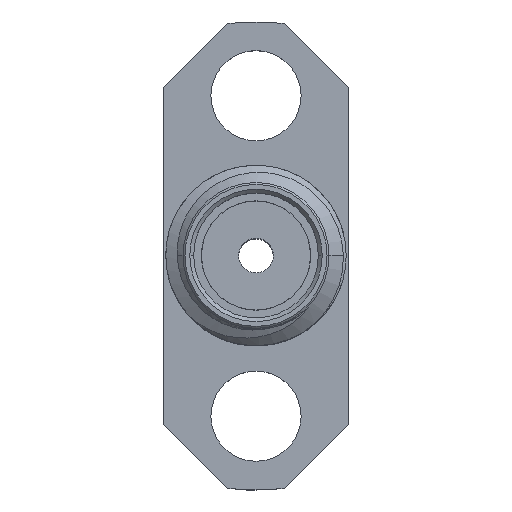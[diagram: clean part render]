
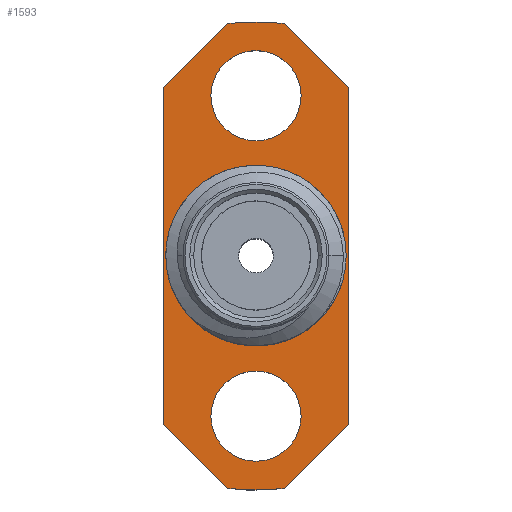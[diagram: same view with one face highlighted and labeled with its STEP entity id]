
A CAD part, top view. The second image highlights one B-rep face of the part: STEP entity #1593.
In plain terms, the highlighted planar face has unit normal (0, 0, 1).
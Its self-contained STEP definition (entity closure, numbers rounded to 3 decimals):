
#30 = EDGE_CURVE ( 'NONE', #1046, #2855, #2681, .T. ) ;
#70 = ORIENTED_EDGE ( 'NONE', *, *, #2284, .T. ) ;
#121 = ORIENTED_EDGE ( 'NONE', *, *, #1075, .F. ) ;
#136 = AXIS2_PLACEMENT_3D ( 'NONE', #2589, #735, #515 ) ;
#304 = CARTESIAN_POINT ( 'NONE',  ( 2.4, -7.416, 1.65 ) ) ;
#389 = CARTESIAN_POINT ( 'NONE',  ( 0., 0., 1.65 ) ) ;
#396 = PLANE ( 'NONE',  #1354 ) ;
#400 = DIRECTION ( 'NONE',  ( -0.707, 0.707, 0. ) ) ;
#402 = DIRECTION ( 'NONE',  ( -1., 0., 0. ) ) ;
#419 = CARTESIAN_POINT ( 'NONE',  ( 0.732, 6.056, 1.65 ) ) ;
#446 = EDGE_CURVE ( 'NONE', #1432, #1179, #1402, .T. ) ;
#476 = EDGE_CURVE ( 'NONE', #1718, #2855, #1167, .T. ) ;
#480 = VERTEX_POINT ( 'NONE', #2944 ) ;
#494 = VERTEX_POINT ( 'NONE', #1353 ) ;
#509 = DIRECTION ( 'NONE',  ( 0., 1., 0. ) ) ;
#515 = DIRECTION ( 'NONE',  ( 1., 0., 0. ) ) ;
#552 = VERTEX_POINT ( 'NONE', #1447 ) ;
#619 = VECTOR ( 'NONE', #509, 1000. ) ;
#629 = CARTESIAN_POINT ( 'NONE',  ( 0., 0., 1.65 ) ) ;
#646 = CARTESIAN_POINT ( 'NONE',  ( 2.444, 4.344, 1.65 ) ) ;
#687 = AXIS2_PLACEMENT_3D ( 'NONE', #2052, #1117, #1583 ) ;
#713 = DIRECTION ( 'NONE',  ( -1., 0., 0. ) ) ;
#732 = AXIS2_PLACEMENT_3D ( 'NONE', #629, #2759, #2510 ) ;
#735 = DIRECTION ( 'NONE',  ( 0., 0., 1. ) ) ;
#755 = DIRECTION ( 'NONE',  ( 0.707, 0.707, 0. ) ) ;
#769 = ORIENTED_EDGE ( 'NONE', *, *, #2923, .T. ) ;
#823 = CARTESIAN_POINT ( 'NONE',  ( -1.175, 4.175, 1.65 ) ) ;
#825 = VERTEX_POINT ( 'NONE', #823 ) ;
#851 = CARTESIAN_POINT ( 'NONE',  ( 0.732, -6.056, 1.65 ) ) ;
#862 = CARTESIAN_POINT ( 'NONE',  ( 0., 0., 1.65 ) ) ;
#908 = AXIS2_PLACEMENT_3D ( 'NONE', #1857, #2782, #713 ) ;
#909 = VECTOR ( 'NONE', #1522, 1000. ) ;
#920 = AXIS2_PLACEMENT_3D ( 'NONE', #1108, #2729, #1091 ) ;
#933 = LINE ( 'NONE', #304, #619 ) ;
#967 = DIRECTION ( 'NONE',  ( 0.707, -0.707, 0. ) ) ;
#982 = ORIENTED_EDGE ( 'NONE', *, *, #476, .F. ) ;
#983 = ORIENTED_EDGE ( 'NONE', *, *, #2422, .T. ) ;
#1030 = ORIENTED_EDGE ( 'NONE', *, *, #2121, .F. ) ;
#1046 = VERTEX_POINT ( 'NONE', #1806 ) ;
#1075 = EDGE_CURVE ( 'NONE', #825, #494, #1741, .T. ) ;
#1091 = DIRECTION ( 'NONE',  ( 1., 0., 0. ) ) ;
#1094 = VERTEX_POINT ( 'NONE', #1568 ) ;
#1102 = AXIS2_PLACEMENT_3D ( 'NONE', #2738, #1400, #2531 ) ;
#1108 = CARTESIAN_POINT ( 'NONE',  ( 0., -4.175, 1.65 ) ) ;
#1117 = DIRECTION ( 'NONE',  ( 0., 0., 1. ) ) ;
#1125 = AXIS2_PLACEMENT_3D ( 'NONE', #862, #2522, #402 ) ;
#1151 = VECTOR ( 'NONE', #967, 1000. ) ;
#1152 = AXIS2_PLACEMENT_3D ( 'NONE', #389, #2227, #1796 ) ;
#1167 = CIRCLE ( 'NONE', #1125, 6.1 ) ;
#1171 = CARTESIAN_POINT ( 'NONE',  ( -4.344, -2.444, 1.65 ) ) ;
#1179 = VERTEX_POINT ( 'NONE', #1408 ) ;
#1204 = LINE ( 'NONE', #1648, #2836 ) ;
#1353 = CARTESIAN_POINT ( 'NONE',  ( 1.175, 4.175, 1.65 ) ) ;
#1354 = AXIS2_PLACEMENT_3D ( 'NONE', #1999, #2263, #2741 ) ;
#1382 = ORIENTED_EDGE ( 'NONE', *, *, #1649, .F. ) ;
#1400 = DIRECTION ( 'NONE',  ( 0., 0., 1. ) ) ;
#1402 = CIRCLE ( 'NONE', #732, 2. ) ;
#1408 = CARTESIAN_POINT ( 'NONE',  ( 2., 0., 1.65 ) ) ;
#1432 = VERTEX_POINT ( 'NONE', #1920 ) ;
#1434 = LINE ( 'NONE', #1171, #1151 ) ;
#1447 = CARTESIAN_POINT ( 'NONE',  ( -0.732, -6.056, 1.65 ) ) ;
#1462 = ORIENTED_EDGE ( 'NONE', *, *, #30, .T. ) ;
#1522 = DIRECTION ( 'NONE',  ( -0.707, -0.707, 0. ) ) ;
#1525 = CARTESIAN_POINT ( 'NONE',  ( -0.732, 6.056, 1.65 ) ) ;
#1568 = CARTESIAN_POINT ( 'NONE',  ( -2.4, -4.388, 1.65 ) ) ;
#1576 = FACE_OUTER_BOUND ( 'NONE', #2793, .T. ) ;
#1583 = DIRECTION ( 'NONE',  ( 1., 0., 0. ) ) ;
#1593 = ADVANCED_FACE ( 'NONE', ( #1983, #1751, #1785, #1576 ), #396, .T. ) ;
#1603 = LINE ( 'NONE', #2527, #1723 ) ;
#1648 = CARTESIAN_POINT ( 'NONE',  ( 4.344, -2.444, 1.65 ) ) ;
#1649 = EDGE_CURVE ( 'NONE', #2473, #1971, #2282, .T. ) ;
#1718 = VERTEX_POINT ( 'NONE', #1525 ) ;
#1723 = VECTOR ( 'NONE', #2066, 1000. ) ;
#1741 = CIRCLE ( 'NONE', #687, 1.175 ) ;
#1749 = CARTESIAN_POINT ( 'NONE',  ( 1.175, -4.175, 1.65 ) ) ;
#1751 = FACE_BOUND ( 'NONE', #1949, .T. ) ;
#1785 = FACE_BOUND ( 'NONE', #1993, .T. ) ;
#1796 = DIRECTION ( 'NONE',  ( 1., 0., 0. ) ) ;
#1806 = CARTESIAN_POINT ( 'NONE',  ( 2.4, 4.388, 1.65 ) ) ;
#1857 = CARTESIAN_POINT ( 'NONE',  ( 0., 0., 1.65 ) ) ;
#1917 = ORIENTED_EDGE ( 'NONE', *, *, #2755, .T. ) ;
#1920 = CARTESIAN_POINT ( 'NONE',  ( -2., 0., 1.65 ) ) ;
#1943 = ORIENTED_EDGE ( 'NONE', *, *, #2640, .F. ) ;
#1949 = EDGE_LOOP ( 'NONE', ( #2653, #1382 ) ) ;
#1962 = LINE ( 'NONE', #2482, #909 ) ;
#1971 = VERTEX_POINT ( 'NONE', #1749 ) ;
#1983 = FACE_BOUND ( 'NONE', #2275, .T. ) ;
#1986 = VECTOR ( 'NONE', #400, 1000. ) ;
#1993 = EDGE_LOOP ( 'NONE', ( #2400, #2250 ) ) ;
#1999 = CARTESIAN_POINT ( 'NONE',  ( 0., 1.9, 1.65 ) ) ;
#2052 = CARTESIAN_POINT ( 'NONE',  ( 0., 4.175, 1.65 ) ) ;
#2066 = DIRECTION ( 'NONE',  ( 0., -1., 0. ) ) ;
#2121 = EDGE_CURVE ( 'NONE', #494, #825, #2657, .T. ) ;
#2210 = EDGE_CURVE ( 'NONE', #480, #1046, #933, .T. ) ;
#2217 = CIRCLE ( 'NONE', #908, 6.1 ) ;
#2227 = DIRECTION ( 'NONE',  ( 0., 0., -1. ) ) ;
#2250 = ORIENTED_EDGE ( 'NONE', *, *, #446, .T. ) ;
#2263 = DIRECTION ( 'NONE',  ( 0., 0., 1. ) ) ;
#2275 = EDGE_LOOP ( 'NONE', ( #1030, #121 ) ) ;
#2282 = CIRCLE ( 'NONE', #920, 1.175 ) ;
#2284 = EDGE_CURVE ( 'NONE', #2381, #480, #1204, .T. ) ;
#2351 = CARTESIAN_POINT ( 'NONE',  ( -2.4, 4.388, 1.65 ) ) ;
#2381 = VERTEX_POINT ( 'NONE', #851 ) ;
#2394 = ORIENTED_EDGE ( 'NONE', *, *, #2210, .T. ) ;
#2400 = ORIENTED_EDGE ( 'NONE', *, *, #2868, .T. ) ;
#2422 = EDGE_CURVE ( 'NONE', #1094, #552, #1434, .T. ) ;
#2473 = VERTEX_POINT ( 'NONE', #2949 ) ;
#2482 = CARTESIAN_POINT ( 'NONE',  ( -2.444, 4.344, 1.65 ) ) ;
#2510 = DIRECTION ( 'NONE',  ( 1., 0., 0. ) ) ;
#2519 = EDGE_CURVE ( 'NONE', #1971, #2473, #2745, .T. ) ;
#2522 = DIRECTION ( 'NONE',  ( 0., 0., -1. ) ) ;
#2527 = CARTESIAN_POINT ( 'NONE',  ( -2.4, -7.416, 1.65 ) ) ;
#2530 = VERTEX_POINT ( 'NONE', #2351 ) ;
#2531 = DIRECTION ( 'NONE',  ( 1., 0., 0. ) ) ;
#2589 = CARTESIAN_POINT ( 'NONE',  ( 0., -4.175, 1.65 ) ) ;
#2640 = EDGE_CURVE ( 'NONE', #2381, #552, #2217, .T. ) ;
#2653 = ORIENTED_EDGE ( 'NONE', *, *, #2519, .F. ) ;
#2657 = CIRCLE ( 'NONE', #1102, 1.175 ) ;
#2681 = LINE ( 'NONE', #646, #1986 ) ;
#2729 = DIRECTION ( 'NONE',  ( 0., 0., 1. ) ) ;
#2738 = CARTESIAN_POINT ( 'NONE',  ( 0., 4.175, 1.65 ) ) ;
#2741 = DIRECTION ( 'NONE',  ( 1., 0., 0. ) ) ;
#2745 = CIRCLE ( 'NONE', #136, 1.175 ) ;
#2755 = EDGE_CURVE ( 'NONE', #1718, #2530, #1962, .T. ) ;
#2759 = DIRECTION ( 'NONE',  ( 0., 0., -1. ) ) ;
#2782 = DIRECTION ( 'NONE',  ( 0., 0., -1. ) ) ;
#2793 = EDGE_LOOP ( 'NONE', ( #70, #2394, #1462, #982, #1917, #769, #983, #1943 ) ) ;
#2836 = VECTOR ( 'NONE', #755, 1000. ) ;
#2855 = VERTEX_POINT ( 'NONE', #419 ) ;
#2868 = EDGE_CURVE ( 'NONE', #1179, #1432, #2888, .T. ) ;
#2888 = CIRCLE ( 'NONE', #1152, 2. ) ;
#2923 = EDGE_CURVE ( 'NONE', #2530, #1094, #1603, .T. ) ;
#2944 = CARTESIAN_POINT ( 'NONE',  ( 2.4, -4.388, 1.65 ) ) ;
#2949 = CARTESIAN_POINT ( 'NONE',  ( -1.175, -4.175, 1.65 ) ) ;
